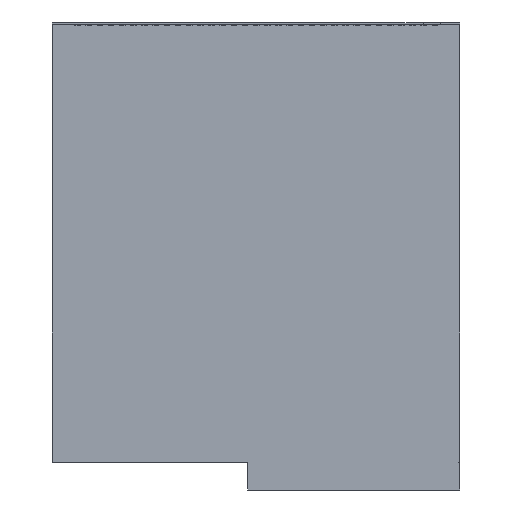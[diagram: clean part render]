
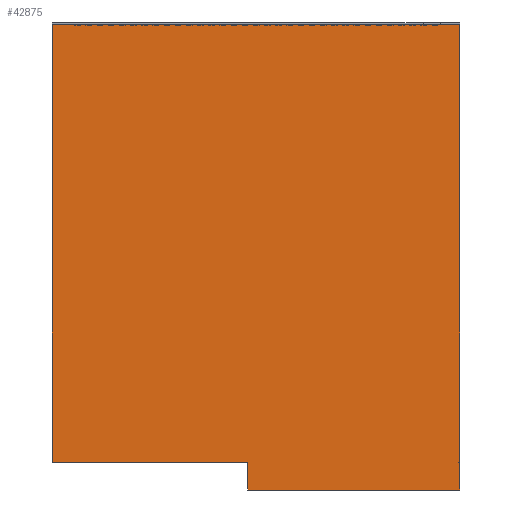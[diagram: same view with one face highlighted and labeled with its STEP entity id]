
A CAD part, front view. The second image highlights one B-rep face of the part: STEP entity #42875.
In plain terms, the highlighted planar face has unit normal (0, -1, 0).
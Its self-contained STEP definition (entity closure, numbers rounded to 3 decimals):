
#1882 = LINE ( 'NONE', #2701, #20550 ) ;
#2230 = VECTOR ( 'NONE', #105097, 1000. ) ;
#2701 = CARTESIAN_POINT ( 'NONE',  ( -219., -65., 500. ) ) ;
#4821 = LINE ( 'NONE', #55938, #39271 ) ;
#5767 = VECTOR ( 'NONE', #128831, 1000. ) ;
#7319 = DIRECTION ( 'NONE',  ( 0., 0., -1. ) ) ;
#8904 = EDGE_CURVE ( 'NONE', #109207, #81234, #19238, .T. ) ;
#11424 = VERTEX_POINT ( 'NONE', #31877 ) ;
#12018 = CARTESIAN_POINT ( 'NONE',  ( -8.962, -65., 30. ) ) ;
#16186 = VECTOR ( 'NONE', #147310, 1000. ) ;
#17515 = VERTEX_POINT ( 'NONE', #165690 ) ;
#18688 = CARTESIAN_POINT ( 'NONE',  ( -8.962, -65., 30. ) ) ;
#19238 = LINE ( 'NONE', #68704, #50805 ) ;
#20304 = CARTESIAN_POINT ( 'NONE',  ( 219., -65., 500. ) ) ;
#20550 = VECTOR ( 'NONE', #142707, 1000. ) ;
#20711 = CARTESIAN_POINT ( 'NONE',  ( 218., -65., 30. ) ) ;
#22866 = EDGE_CURVE ( 'NONE', #165151, #17515, #4821, .T. ) ;
#24085 = CARTESIAN_POINT ( 'NONE',  ( -8.962, -65., 30. ) ) ;
#25535 = VECTOR ( 'NONE', #64423, 1000. ) ;
#31221 = EDGE_CURVE ( 'NONE', #116837, #81234, #112129, .T. ) ;
#31877 = CARTESIAN_POINT ( 'NONE',  ( 218., -65., 30. ) ) ;
#32820 = LINE ( 'NONE', #83940, #56721 ) ;
#36344 = EDGE_CURVE ( 'NONE', #116837, #148354, #100066, .T. ) ;
#39271 = VECTOR ( 'NONE', #7319, 1000. ) ;
#42875 = ADVANCED_FACE ( 'NONE', ( #96973 ), #97805, .F. ) ;
#43260 = ORIENTED_EDGE ( 'NONE', *, *, #50512, .F. ) ;
#44765 = VERTEX_POINT ( 'NONE', #96600 ) ;
#50389 = CARTESIAN_POINT ( 'NONE',  ( 218., -65., 29.368 ) ) ;
#50512 = EDGE_CURVE ( 'NONE', #90766, #88561, #118494, .T. ) ;
#50805 = VECTOR ( 'NONE', #129330, 1000. ) ;
#53479 = CARTESIAN_POINT ( 'NONE',  ( -219., -65., 0. ) ) ;
#55938 = CARTESIAN_POINT ( 'NONE',  ( 219., -65., 500. ) ) ;
#56721 = VECTOR ( 'NONE', #68043, 1000. ) ;
#59659 = CARTESIAN_POINT ( 'NONE',  ( -219., -65., 30. ) ) ;
#61453 = CARTESIAN_POINT ( 'NONE',  ( -219., -65., 500. ) ) ;
#64423 = DIRECTION ( 'NONE',  ( 1., 0., 0. ) ) ;
#68043 = DIRECTION ( 'NONE',  ( 0., 0., -1. ) ) ;
#68704 = CARTESIAN_POINT ( 'NONE',  ( -219., -65., 500. ) ) ;
#69643 = VECTOR ( 'NONE', #75213, 1000. ) ;
#73436 = ORIENTED_EDGE ( 'NONE', *, *, #22866, .F. ) ;
#75213 = DIRECTION ( 'NONE',  ( -1., 0., 0. ) ) ;
#75228 = EDGE_CURVE ( 'NONE', #109207, #165151, #1882, .T. ) ;
#81234 = VERTEX_POINT ( 'NONE', #59659 ) ;
#81565 = EDGE_CURVE ( 'NONE', #11424, #17515, #83585, .T. ) ;
#83585 = LINE ( 'NONE', #20711, #16186 ) ;
#83940 = CARTESIAN_POINT ( 'NONE',  ( 219., -65., 500. ) ) ;
#85846 = AXIS2_PLACEMENT_3D ( 'NONE', #148952, #88511, #114491 ) ;
#88511 = DIRECTION ( 'NONE',  ( 0., 1., 0. ) ) ;
#88561 = VERTEX_POINT ( 'NONE', #159006 ) ;
#90766 = VERTEX_POINT ( 'NONE', #50389 ) ;
#91085 = LINE ( 'NONE', #157278, #5767 ) ;
#91832 = ORIENTED_EDGE ( 'NONE', *, *, #139507, .F. ) ;
#93809 = ORIENTED_EDGE ( 'NONE', *, *, #8904, .T. ) ;
#96600 = CARTESIAN_POINT ( 'NONE',  ( 219., -65., 0. ) ) ;
#96973 = FACE_OUTER_BOUND ( 'NONE', #128589, .T. ) ;
#97805 = PLANE ( 'NONE',  #85846 ) ;
#100066 = LINE ( 'NONE', #12018, #105909 ) ;
#105097 = DIRECTION ( 'NONE',  ( 1., 0., 0. ) ) ;
#105909 = VECTOR ( 'NONE', #138634, 1000. ) ;
#109207 = VERTEX_POINT ( 'NONE', #61453 ) ;
#112129 = LINE ( 'NONE', #24085, #69643 ) ;
#114491 = DIRECTION ( 'NONE',  ( 0., 0., 1. ) ) ;
#116837 = VERTEX_POINT ( 'NONE', #18688 ) ;
#118260 = ORIENTED_EDGE ( 'NONE', *, *, #36344, .T. ) ;
#118494 = LINE ( 'NONE', #144489, #2230 ) ;
#122437 = ORIENTED_EDGE ( 'NONE', *, *, #127217, .T. ) ;
#122812 = ORIENTED_EDGE ( 'NONE', *, *, #81565, .T. ) ;
#127217 = EDGE_CURVE ( 'NONE', #148354, #44765, #162570, .T. ) ;
#128589 = EDGE_LOOP ( 'NONE', ( #91832, #122812, #73436, #144808, #93809, #128797, #118260, #122437, #143127, #43260 ) ) ;
#128797 = ORIENTED_EDGE ( 'NONE', *, *, #31221, .F. ) ;
#128831 = DIRECTION ( 'NONE',  ( 0., 0., -1. ) ) ;
#129330 = DIRECTION ( 'NONE',  ( 0., 0., -1. ) ) ;
#138634 = DIRECTION ( 'NONE',  ( 0., 0., -1. ) ) ;
#139507 = EDGE_CURVE ( 'NONE', #11424, #90766, #91085, .T. ) ;
#141717 = EDGE_CURVE ( 'NONE', #88561, #44765, #32820, .T. ) ;
#142707 = DIRECTION ( 'NONE',  ( 1., 0., 0. ) ) ;
#143127 = ORIENTED_EDGE ( 'NONE', *, *, #141717, .F. ) ;
#144489 = CARTESIAN_POINT ( 'NONE',  ( 218., -65., 29.368 ) ) ;
#144808 = ORIENTED_EDGE ( 'NONE', *, *, #75228, .F. ) ;
#147310 = DIRECTION ( 'NONE',  ( 1., 0., 0. ) ) ;
#148354 = VERTEX_POINT ( 'NONE', #158774 ) ;
#148952 = CARTESIAN_POINT ( 'NONE',  ( -219., -65., 500. ) ) ;
#157278 = CARTESIAN_POINT ( 'NONE',  ( 218., -65., 30. ) ) ;
#158774 = CARTESIAN_POINT ( 'NONE',  ( -8.962, -65., 0. ) ) ;
#159006 = CARTESIAN_POINT ( 'NONE',  ( 219., -65., 29.368 ) ) ;
#162570 = LINE ( 'NONE', #53479, #25535 ) ;
#165151 = VERTEX_POINT ( 'NONE', #20304 ) ;
#165690 = CARTESIAN_POINT ( 'NONE',  ( 219., -65., 30. ) ) ;
